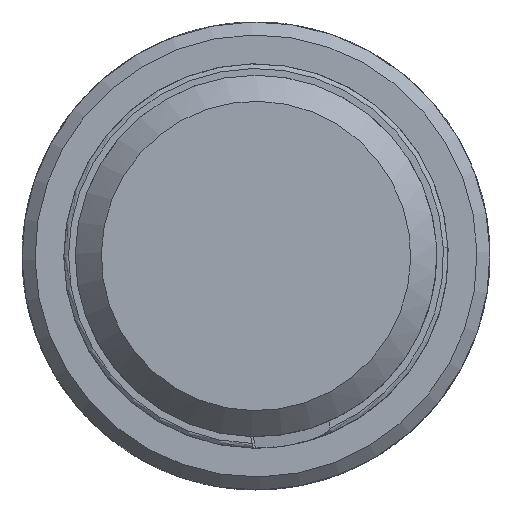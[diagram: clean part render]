
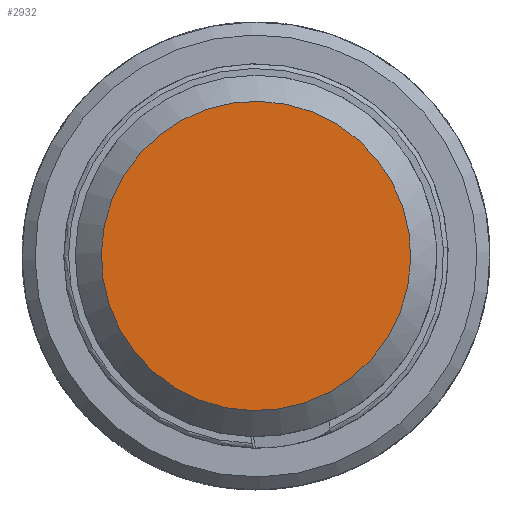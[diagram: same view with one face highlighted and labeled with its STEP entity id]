
A CAD part, front view. The second image highlights one B-rep face of the part: STEP entity #2932.
In plain terms, the highlighted planar face has unit normal (0, -1, 0).
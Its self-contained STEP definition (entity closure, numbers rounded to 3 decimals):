
#149=PLANE('',#3337);
#365=FACE_OUTER_BOUND('',#546,.T.);
#546=EDGE_LOOP('',(#2735));
#756=CIRCLE('',#3310,5.95);
#1429=VERTEX_POINT('',#6738);
#1847=EDGE_CURVE('',#1429,#1429,#756,.T.);
#2735=ORIENTED_EDGE('',*,*,#1847,.T.);
#2932=ADVANCED_FACE('',(#365),#149,.F.);
#3310=AXIS2_PLACEMENT_3D('',#6740,#4243,#4244);
#3337=AXIS2_PLACEMENT_3D('',#6842,#4312,#4313);
#4243=DIRECTION('center_axis',(0.,-1.,0.));
#4244=DIRECTION('ref_axis',(0.023,0.,1.));
#4312=DIRECTION('center_axis',(0.,1.,0.));
#4313=DIRECTION('ref_axis',(0.023,0.,1.));
#6738=CARTESIAN_POINT('',(358.023,-15.043,-5.948));
#6740=CARTESIAN_POINT('Origin',(358.162,-15.043,0.));
#6842=CARTESIAN_POINT('Origin',(321.217,-15.043,-18.61));
